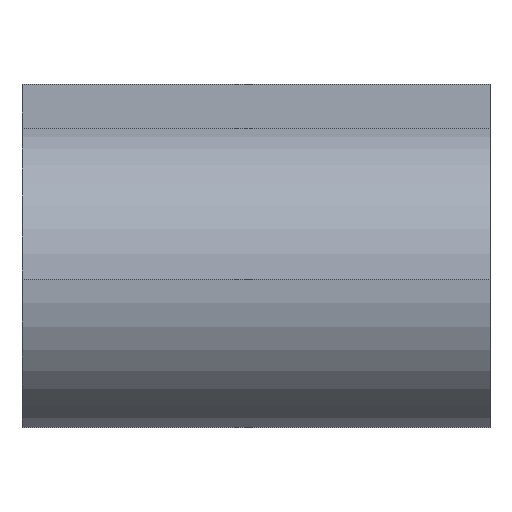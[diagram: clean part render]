
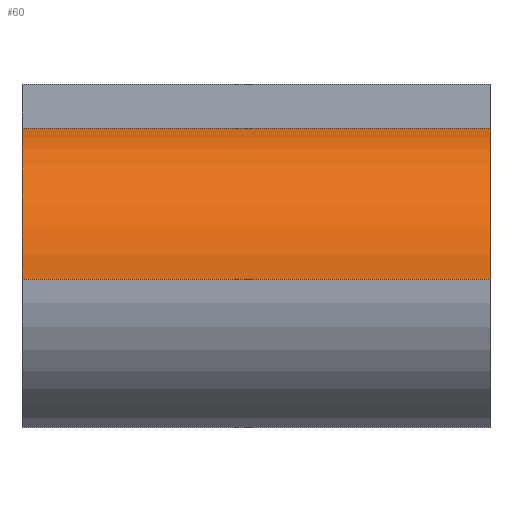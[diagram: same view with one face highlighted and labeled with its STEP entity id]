
A CAD part, top view. The second image highlights one B-rep face of the part: STEP entity #60.
In plain terms, the highlighted cylindrical face has radius 6.35 mm (diameter 12.7 mm), a partial arc.
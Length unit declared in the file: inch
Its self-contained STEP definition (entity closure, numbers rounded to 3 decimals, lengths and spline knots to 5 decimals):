
#8 = CARTESIAN_POINT ( 'NONE',  ( 0.75, 0.24206, 0.0625 ) ) ;
#9 = LINE ( 'NONE', #8, #11 ) ;
#11 = VECTOR ( 'NONE', #16, 39.37008 ) ;
#16 = DIRECTION ( 'NONE',  ( -1., 0., 0. ) ) ;
#50 = VERTEX_POINT ( 'NONE', #200 ) ;
#52 = EDGE_CURVE ( 'NONE', #119, #50, #201, .T. ) ;
#60 = ADVANCED_FACE ( 'NONE', ( #234 ), #250, .T. ) ;
#69 = VERTEX_POINT ( 'NONE', #278 ) ;
#71 = EDGE_CURVE ( 'NONE', #69, #50, #277, .T. ) ;
#88 = EDGE_LOOP ( 'NONE', ( #141, #137, #143, #135 ) ) ;
#105 = VERTEX_POINT ( 'NONE', #291 ) ;
#113 = EDGE_CURVE ( 'NONE', #105, #119, #341, .T. ) ;
#119 = VERTEX_POINT ( 'NONE', #324 ) ;
#135 = ORIENTED_EDGE ( 'NONE', *, *, #71, .T. ) ;
#137 = ORIENTED_EDGE ( 'NONE', *, *, #113, .F. ) ;
#141 = ORIENTED_EDGE ( 'NONE', *, *, #52, .F. ) ;
#143 = ORIENTED_EDGE ( 'NONE', *, *, #148, .T. ) ;
#148 = EDGE_CURVE ( 'NONE', #105, #69, #9, .T. ) ;
#200 = CARTESIAN_POINT ( 'NONE',  ( 0., 0., 0.25 ) ) ;
#201 = LINE ( 'NONE', #254, #253 ) ;
#229 = DIRECTION ( 'NONE',  ( 0., 0., 1. ) ) ;
#230 = DIRECTION ( 'NONE',  ( -1., 0., 0. ) ) ;
#231 = CARTESIAN_POINT ( 'NONE',  ( 0.75, 0., 0. ) ) ;
#232 = AXIS2_PLACEMENT_3D ( 'NONE', #231, #230, #229 ) ;
#234 = FACE_OUTER_BOUND ( 'NONE', #88, .T. ) ;
#250 = CYLINDRICAL_SURFACE ( 'NONE', #232, 0.25 ) ;
#252 = DIRECTION ( 'NONE',  ( -1., 0., 0. ) ) ;
#253 = VECTOR ( 'NONE', #252, 39.37008 ) ;
#254 = CARTESIAN_POINT ( 'NONE',  ( 0.75, 0., 0.25 ) ) ;
#273 = DIRECTION ( 'NONE',  ( 0., 0., -1. ) ) ;
#274 = DIRECTION ( 'NONE',  ( 1., 0., 0. ) ) ;
#275 = CARTESIAN_POINT ( 'NONE',  ( 0., 0., 0. ) ) ;
#276 = AXIS2_PLACEMENT_3D ( 'NONE', #275, #274, #273 ) ;
#277 = CIRCLE ( 'NONE', #276, 0.25 ) ;
#278 = CARTESIAN_POINT ( 'NONE',  ( 0., 0.24206, 0.0625 ) ) ;
#291 = CARTESIAN_POINT ( 'NONE',  ( 0.75, 0.24206, 0.0625 ) ) ;
#324 = CARTESIAN_POINT ( 'NONE',  ( 0.75, 0., 0.25 ) ) ;
#332 = DIRECTION ( 'NONE',  ( 0., 0., -1. ) ) ;
#333 = DIRECTION ( 'NONE',  ( 1., 0., 0. ) ) ;
#335 = CARTESIAN_POINT ( 'NONE',  ( 0.75, 0., 0. ) ) ;
#341 = CIRCLE ( 'NONE', #347, 0.25 ) ;
#347 = AXIS2_PLACEMENT_3D ( 'NONE', #335, #333, #332 ) ;
